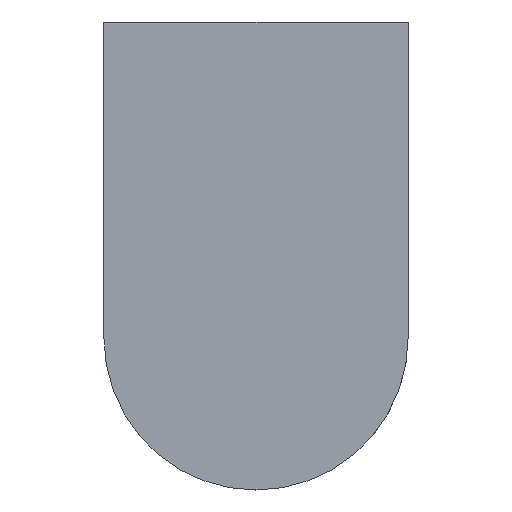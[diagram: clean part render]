
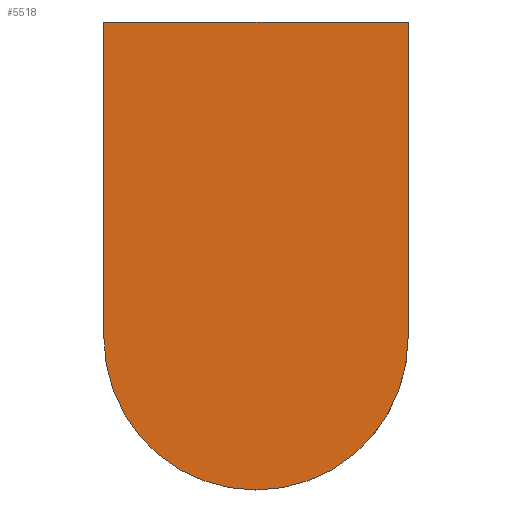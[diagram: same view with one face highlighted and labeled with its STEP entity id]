
A CAD part, front view. The second image highlights one B-rep face of the part: STEP entity #5518.
In plain terms, the highlighted planar face has unit normal (0, -1, 0).
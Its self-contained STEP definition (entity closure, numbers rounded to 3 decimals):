
#180 = DIRECTION ( 'NONE',  ( 0., 1., 0. ) ) ;
#321 = EDGE_CURVE ( 'NONE', #8524, #2953, #6429, .T. ) ;
#459 = CARTESIAN_POINT ( 'NONE',  ( 0., 0., -63. ) ) ;
#552 = DIRECTION ( 'NONE',  ( 0., 1., 0. ) ) ;
#859 = ORIENTED_EDGE ( 'NONE', *, *, #9391, .F. ) ;
#958 = CARTESIAN_POINT ( 'NONE',  ( 0., 0., 6.219 ) ) ;
#1222 = CARTESIAN_POINT ( 'NONE',  ( 22.5, 0., 0. ) ) ;
#1597 = FACE_OUTER_BOUND ( 'NONE', #4582, .T. ) ;
#1903 = CARTESIAN_POINT ( 'NONE',  ( 0., 0., -40.5 ) ) ;
#1941 = LINE ( 'NONE', #958, #9011 ) ;
#2010 = VECTOR ( 'NONE', #4519, 1000. ) ;
#2850 = CIRCLE ( 'NONE', #8052, 22.5 ) ;
#2953 = VERTEX_POINT ( 'NONE', #3626 ) ;
#3626 = CARTESIAN_POINT ( 'NONE',  ( -22.5, 0., 6.219 ) ) ;
#3645 = ORIENTED_EDGE ( 'NONE', *, *, #4594, .F. ) ;
#3662 = CARTESIAN_POINT ( 'NONE',  ( -22.5, 0., -40.5 ) ) ;
#4211 = DIRECTION ( 'NONE',  ( 0., 0., 1. ) ) ;
#4519 = DIRECTION ( 'NONE',  ( 0., 0., 1. ) ) ;
#4582 = EDGE_LOOP ( 'NONE', ( #8762, #3645, #859, #6590, #6658 ) ) ;
#4594 = EDGE_CURVE ( 'NONE', #7147, #8524, #9168, .T. ) ;
#4978 = LINE ( 'NONE', #1222, #8005 ) ;
#5180 = EDGE_CURVE ( 'NONE', #9529, #6978, #4978, .T. ) ;
#5317 = DIRECTION ( 'NONE',  ( 0., 0., 1. ) ) ;
#5518 = ADVANCED_FACE ( 'NONE', ( #1597 ), #7837, .F. ) ;
#6110 = DIRECTION ( 'NONE',  ( 1., 0., 0. ) ) ;
#6324 = CARTESIAN_POINT ( 'NONE',  ( 22.5, 0., -40.5 ) ) ;
#6429 = LINE ( 'NONE', #3662, #2010 ) ;
#6590 = ORIENTED_EDGE ( 'NONE', *, *, #5180, .F. ) ;
#6599 = CARTESIAN_POINT ( 'NONE',  ( -22.5, 0., -40.5 ) ) ;
#6658 = ORIENTED_EDGE ( 'NONE', *, *, #9067, .F. ) ;
#6978 = VERTEX_POINT ( 'NONE', #6324 ) ;
#7147 = VERTEX_POINT ( 'NONE', #459 ) ;
#7294 = CARTESIAN_POINT ( 'NONE',  ( 22.5, 0., 6.219 ) ) ;
#7581 = CARTESIAN_POINT ( 'NONE',  ( 0., 0., -40.5 ) ) ;
#7803 = DIRECTION ( 'NONE',  ( 0., 1., 0. ) ) ;
#7837 = PLANE ( 'NONE',  #9455 ) ;
#8005 = VECTOR ( 'NONE', #8270, 1000. ) ;
#8052 = AXIS2_PLACEMENT_3D ( 'NONE', #8638, #552, #4211 ) ;
#8270 = DIRECTION ( 'NONE',  ( 0., 0., -1. ) ) ;
#8524 = VERTEX_POINT ( 'NONE', #6599 ) ;
#8586 = DIRECTION ( 'NONE',  ( 0., 0., 1. ) ) ;
#8638 = CARTESIAN_POINT ( 'NONE',  ( 0., 0., -40.5 ) ) ;
#8762 = ORIENTED_EDGE ( 'NONE', *, *, #321, .F. ) ;
#9011 = VECTOR ( 'NONE', #6110, 1000. ) ;
#9067 = EDGE_CURVE ( 'NONE', #2953, #9529, #1941, .T. ) ;
#9168 = CIRCLE ( 'NONE', #9289, 22.5 ) ;
#9289 = AXIS2_PLACEMENT_3D ( 'NONE', #7581, #180, #5317 ) ;
#9391 = EDGE_CURVE ( 'NONE', #6978, #7147, #2850, .T. ) ;
#9455 = AXIS2_PLACEMENT_3D ( 'NONE', #1903, #7803, #8586 ) ;
#9529 = VERTEX_POINT ( 'NONE', #7294 ) ;
